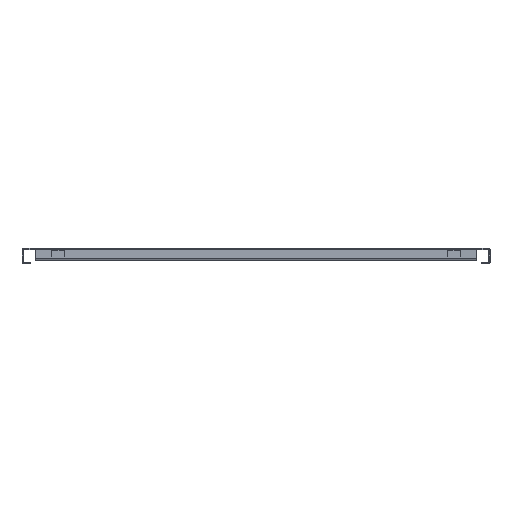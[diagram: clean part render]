
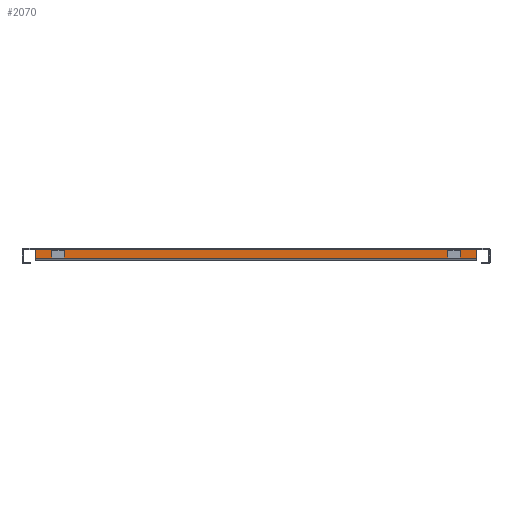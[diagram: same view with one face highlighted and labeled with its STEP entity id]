
A CAD part, left-side view. The second image highlights one B-rep face of the part: STEP entity #2070.
In plain terms, the highlighted planar face has unit normal (-1, 0, 0).
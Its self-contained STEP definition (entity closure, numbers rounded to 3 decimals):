
#518 = CARTESIAN_POINT ( 'NONE',  ( -1042.51, 349.5, -14.5 ) ) ;
#541 = CARTESIAN_POINT ( 'NONE',  ( -1042.51, 377., -15.99 ) ) ;
#547 = CARTESIAN_POINT ( 'NONE',  ( -1042.51, 349.5, -1.5 ) ) ;
#551 = CARTESIAN_POINT ( 'NONE',  ( -1042.51, 327.5, -1.5 ) ) ;
#552 = CARTESIAN_POINT ( 'NONE',  ( -1042.51, 327.5, -14.5 ) ) ;
#556 = CARTESIAN_POINT ( 'NONE',  ( -1042.51, -377., -0.01 ) ) ;
#557 = CARTESIAN_POINT ( 'NONE',  ( -1042.51, -349.5, -1.5 ) ) ;
#558 = CARTESIAN_POINT ( 'NONE',  ( -1042.51, -327.5, -1.5 ) ) ;
#559 = CARTESIAN_POINT ( 'NONE',  ( -1042.51, -349.5, -14.5 ) ) ;
#563 = CARTESIAN_POINT ( 'NONE',  ( -1042.51, -327.5, -14.5 ) ) ;
#648 = CARTESIAN_POINT ( 'NONE',  ( -1042.51, -377., -15.99 ) ) ;
#651 = CARTESIAN_POINT ( 'NONE',  ( -1042.51, 377., -0.01 ) ) ;
#1062 = DIRECTION ( 'NONE',  ( 0., 0., -1. ) ) ;
#1065 = DIRECTION ( 'NONE',  ( 1., 0., 0. ) ) ;
#1075 = PLANE ( 'NONE',  #1702 ) ;
#1106 = CARTESIAN_POINT ( 'NONE',  ( -1042.51, 377., 0. ) ) ;
#1242 = DIRECTION ( 'NONE',  ( 0., -1., 0. ) ) ;
#1260 = DIRECTION ( 'NONE',  ( 0., -1., 0. ) ) ;
#1261 = CARTESIAN_POINT ( 'NONE',  ( -1042.51, 377., -0.01 ) ) ;
#1265 = CARTESIAN_POINT ( 'NONE',  ( -1042.51, 377., -15.99 ) ) ;
#1266 = DIRECTION ( 'NONE',  ( 0., -1., 0. ) ) ;
#1269 = DIRECTION ( 'NONE',  ( 0., 0., -1. ) ) ;
#1270 = CARTESIAN_POINT ( 'NONE',  ( -1042.51, -327.5, -14.5 ) ) ;
#1271 = DIRECTION ( 'NONE',  ( 0., -1., 0. ) ) ;
#1272 = CARTESIAN_POINT ( 'NONE',  ( -1042.51, -327.5, -14.5 ) ) ;
#1275 = DIRECTION ( 'NONE',  ( 0., 0., -1. ) ) ;
#1277 = CARTESIAN_POINT ( 'NONE',  ( -1042.51, 327.5, -14.5 ) ) ;
#1278 = DIRECTION ( 'NONE',  ( 0., 1., 0. ) ) ;
#1281 = CARTESIAN_POINT ( 'NONE',  ( -1042.51, 349.5, -14.5 ) ) ;
#1284 = DIRECTION ( 'NONE',  ( 0., 1., 0. ) ) ;
#1286 = CARTESIAN_POINT ( 'NONE',  ( -1042.51, -327.5, -1.5 ) ) ;
#1287 = DIRECTION ( 'NONE',  ( 0., 0., 1. ) ) ;
#1289 = DIRECTION ( 'NONE',  ( 0., 0., -1. ) ) ;
#1290 = CARTESIAN_POINT ( 'NONE',  ( -1042.51, 327.5, -1.5 ) ) ;
#1295 = CARTESIAN_POINT ( 'NONE',  ( -1042.51, -377., 0. ) ) ;
#1296 = DIRECTION ( 'NONE',  ( 0., 0., 1. ) ) ;
#1297 = CARTESIAN_POINT ( 'NONE',  ( -1042.51, -349.5, -14.5 ) ) ;
#1299 = CARTESIAN_POINT ( 'NONE',  ( -1042.51, 377., -16. ) ) ;
#1302 = DIRECTION ( 'NONE',  ( 0., 0., 1. ) ) ;
#1304 = CARTESIAN_POINT ( 'NONE',  ( -1042.51, 327.5, -14.5 ) ) ;
#1702 = AXIS2_PLACEMENT_3D ( 'NONE', #1106, #1065, #1062 ) ;
#1806 = EDGE_CURVE ( 'NONE', #3250, #3251, #3441, .T. ) ;
#1808 = EDGE_CURVE ( 'NONE', #3106, #3260, #3442, .T. ) ;
#2050 = EDGE_CURVE ( 'NONE', #3244, #3246, #2379, .T. ) ;
#2053 = EDGE_CURVE ( 'NONE', #3108, #3247, #2382, .T. ) ;
#2054 = EDGE_CURVE ( 'NONE', #3246, #3245, #2371, .T. ) ;
#2055 = EDGE_CURVE ( 'NONE', #3251, #3255, #2380, .T. ) ;
#2056 = EDGE_CURVE ( 'NONE', #3255, #3347, #2376, .T. ) ;
#2057 = EDGE_CURVE ( 'NONE', #3347, #3250, #2372, .T. ) ;
#2058 = EDGE_CURVE ( 'NONE', #3245, #3242, #2368, .T. ) ;
#2059 = EDGE_CURVE ( 'NONE', #3242, #3244, #2366, .T. ) ;
#2061 = EDGE_CURVE ( 'NONE', #3260, #3108, #2362, .T. ) ;
#2063 = EDGE_CURVE ( 'NONE', #3106, #3247, #2360, .T. ) ;
#2070 = ADVANCED_FACE ( 'NONE', ( #2344, #2350, #2337 ), #1075, .F. ) ;
#2337 = FACE_OUTER_BOUND ( 'NONE', #3565, .T. ) ;
#2344 = FACE_BOUND ( 'NONE', #2647, .T. ) ;
#2350 = FACE_BOUND ( 'NONE', #3513, .T. ) ;
#2353 = VECTOR ( 'NONE', #1242, 1000. ) ;
#2357 = VECTOR ( 'NONE', #1260, 1000. ) ;
#2360 = LINE ( 'NONE', #1261, #2353 ) ;
#2361 = VECTOR ( 'NONE', #1266, 1000. ) ;
#2362 = LINE ( 'NONE', #1265, #2357 ) ;
#2363 = VECTOR ( 'NONE', #1269, 1000. ) ;
#2365 = VECTOR ( 'NONE', #1271, 1000. ) ;
#2366 = LINE ( 'NONE', #1270, #2361 ) ;
#2367 = VECTOR ( 'NONE', #1275, 1000. ) ;
#2368 = LINE ( 'NONE', #1272, #2363 ) ;
#2369 = VECTOR ( 'NONE', #1278, 1000. ) ;
#2370 = VECTOR ( 'NONE', #1284, 1000. ) ;
#2371 = LINE ( 'NONE', #1286, #2370 ) ;
#2372 = LINE ( 'NONE', #1277, #2365 ) ;
#2373 = VECTOR ( 'NONE', #1287, 1000. ) ;
#2376 = LINE ( 'NONE', #1281, #2367 ) ;
#2378 = VECTOR ( 'NONE', #1296, 1000. ) ;
#2379 = LINE ( 'NONE', #1297, #2378 ) ;
#2380 = LINE ( 'NONE', #1290, #2369 ) ;
#2382 = LINE ( 'NONE', #1295, #2373 ) ;
#2411 = ORIENTED_EDGE ( 'NONE', *, *, #2059, .F. ) ;
#2425 = ORIENTED_EDGE ( 'NONE', *, *, #2055, .F. ) ;
#2426 = ORIENTED_EDGE ( 'NONE', *, *, #1808, .T. ) ;
#2439 = ORIENTED_EDGE ( 'NONE', *, *, #2056, .F. ) ;
#2440 = ORIENTED_EDGE ( 'NONE', *, *, #2063, .F. ) ;
#2453 = ORIENTED_EDGE ( 'NONE', *, *, #2050, .F. ) ;
#2466 = ORIENTED_EDGE ( 'NONE', *, *, #2057, .F. ) ;
#2477 = ORIENTED_EDGE ( 'NONE', *, *, #2058, .F. ) ;
#2501 = ORIENTED_EDGE ( 'NONE', *, *, #2061, .T. ) ;
#2519 = ORIENTED_EDGE ( 'NONE', *, *, #2054, .F. ) ;
#2540 = ORIENTED_EDGE ( 'NONE', *, *, #2053, .T. ) ;
#2548 = ORIENTED_EDGE ( 'NONE', *, *, #1806, .F. ) ;
#2647 = EDGE_LOOP ( 'NONE', ( #2439, #2425, #2548, #2466 ) ) ;
#3106 = VERTEX_POINT ( 'NONE', #651 ) ;
#3108 = VERTEX_POINT ( 'NONE', #648 ) ;
#3242 = VERTEX_POINT ( 'NONE', #563 ) ;
#3244 = VERTEX_POINT ( 'NONE', #559 ) ;
#3245 = VERTEX_POINT ( 'NONE', #558 ) ;
#3246 = VERTEX_POINT ( 'NONE', #557 ) ;
#3247 = VERTEX_POINT ( 'NONE', #556 ) ;
#3250 = VERTEX_POINT ( 'NONE', #552 ) ;
#3251 = VERTEX_POINT ( 'NONE', #551 ) ;
#3255 = VERTEX_POINT ( 'NONE', #547 ) ;
#3260 = VERTEX_POINT ( 'NONE', #541 ) ;
#3347 = VERTEX_POINT ( 'NONE', #518 ) ;
#3441 = LINE ( 'NONE', #1304, #3450 ) ;
#3442 = LINE ( 'NONE', #1299, #3445 ) ;
#3445 = VECTOR ( 'NONE', #1289, 1000. ) ;
#3450 = VECTOR ( 'NONE', #1302, 1000. ) ;
#3513 = EDGE_LOOP ( 'NONE', ( #2519, #2453, #2411, #2477 ) ) ;
#3565 = EDGE_LOOP ( 'NONE', ( #2501, #2540, #2440, #2426 ) ) ;
